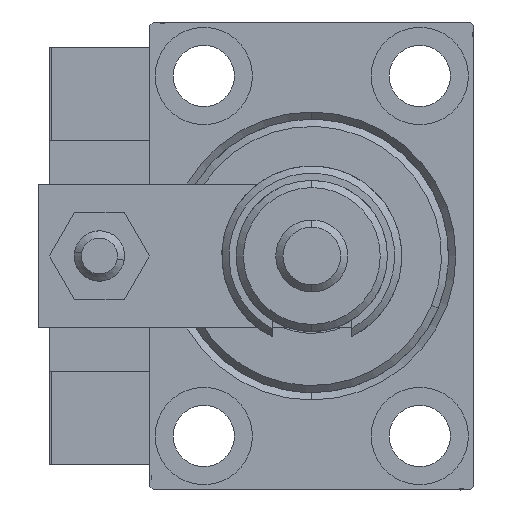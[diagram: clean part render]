
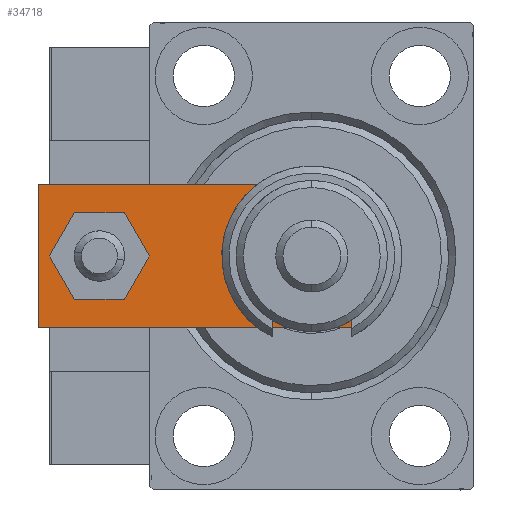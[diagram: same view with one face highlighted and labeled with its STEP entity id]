
A CAD part, left-side view. The second image highlights one B-rep face of the part: STEP entity #34718.
In plain terms, the highlighted face is planar.
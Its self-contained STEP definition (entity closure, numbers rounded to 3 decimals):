
#16 = DIRECTION ( 'NONE',  ( 0., 0., 1. ) ) ;
#487 = VERTEX_POINT ( 'NONE', #43250 ) ;
#657 = DIRECTION ( 'NONE',  ( 1., 0., 0. ) ) ;
#1672 = VERTEX_POINT ( 'NONE', #15430 ) ;
#2627 = CARTESIAN_POINT ( 'NONE',  ( 0., 39.5, 6. ) ) ;
#3425 = DIRECTION ( 'NONE',  ( -1., 0., 0. ) ) ;
#4091 = VECTOR ( 'NONE', #3425, 1000. ) ;
#4255 = FACE_BOUND ( 'NONE', #37818, .T. ) ;
#4338 = EDGE_LOOP ( 'NONE', ( #47292, #53500, #10845, #42036, #24496, #16399 ) ) ;
#5420 = CARTESIAN_POINT ( 'NONE',  ( 0., 39.5, 6. ) ) ;
#6294 = VECTOR ( 'NONE', #48333, 1000. ) ;
#6990 = CARTESIAN_POINT ( 'NONE',  ( 4., 39.5, 6. ) ) ;
#7011 = AXIS2_PLACEMENT_3D ( 'NONE', #30303, #26763, #35417 ) ;
#7080 = CARTESIAN_POINT ( 'NONE',  ( -7.25, 10., 6. ) ) ;
#7476 = ORIENTED_EDGE ( 'NONE', *, *, #50060, .F. ) ;
#8411 = CIRCLE ( 'NONE', #34363, 4. ) ;
#9143 = ORIENTED_EDGE ( 'NONE', *, *, #22859, .F. ) ;
#10472 = VECTOR ( 'NONE', #17736, 1000. ) ;
#10845 = ORIENTED_EDGE ( 'NONE', *, *, #28624, .T. ) ;
#13037 = AXIS2_PLACEMENT_3D ( 'NONE', #51655, #47592, #52443 ) ;
#13507 = VECTOR ( 'NONE', #48143, 1000. ) ;
#13670 = CARTESIAN_POINT ( 'NONE',  ( -10., 0., 6. ) ) ;
#14861 = CARTESIAN_POINT ( 'NONE',  ( -10., 48., 6. ) ) ;
#15096 = DIRECTION ( 'NONE',  ( 0., 0., 1. ) ) ;
#15430 = CARTESIAN_POINT ( 'NONE',  ( -10., 48., 6. ) ) ;
#15927 = VERTEX_POINT ( 'NONE', #7080 ) ;
#16399 = ORIENTED_EDGE ( 'NONE', *, *, #37363, .T. ) ;
#16534 = DIRECTION ( 'NONE',  ( 1., 0., 0. ) ) ;
#17489 = ORIENTED_EDGE ( 'NONE', *, *, #19505, .F. ) ;
#17736 = DIRECTION ( 'NONE',  ( 0., 1., 0. ) ) ;
#17925 = CARTESIAN_POINT ( 'NONE',  ( -5.76, 0., 6. ) ) ;
#19505 = EDGE_CURVE ( 'NONE', #34422, #48653, #31919, .T. ) ;
#21431 = CARTESIAN_POINT ( 'NONE',  ( 10., 48., 6. ) ) ;
#21863 = DIRECTION ( 'NONE',  ( 0., 0., 1. ) ) ;
#22029 = CARTESIAN_POINT ( 'NONE',  ( 5.76, 0., 6. ) ) ;
#22859 = EDGE_CURVE ( 'NONE', #43563, #15927, #43278, .T. ) ;
#23055 = EDGE_LOOP ( 'NONE', ( #7476, #9143 ) ) ;
#23722 = DIRECTION ( 'NONE',  ( 0.707, -0.707, 0. ) ) ;
#23902 = EDGE_CURVE ( 'NONE', #487, #39374, #38571, .T. ) ;
#24496 = ORIENTED_EDGE ( 'NONE', *, *, #23902, .T. ) ;
#25366 = CARTESIAN_POINT ( 'NONE',  ( 0., 0., 6. ) ) ;
#25571 = AXIS2_PLACEMENT_3D ( 'NONE', #25366, #21863, #30520 ) ;
#26109 = ORIENTED_EDGE ( 'NONE', *, *, #37306, .F. ) ;
#26372 = VERTEX_POINT ( 'NONE', #22029 ) ;
#26763 = DIRECTION ( 'NONE',  ( 0., 0., 1. ) ) ;
#26960 = CARTESIAN_POINT ( 'NONE',  ( 2.88, -2.88, 6. ) ) ;
#27524 = EDGE_CURVE ( 'NONE', #26372, #487, #31286, .T. ) ;
#28624 = EDGE_CURVE ( 'NONE', #40869, #26372, #42879, .T. ) ;
#29537 = CARTESIAN_POINT ( 'NONE',  ( 7.25, 10., 6. ) ) ;
#30303 = CARTESIAN_POINT ( 'NONE',  ( 0., 10., 6. ) ) ;
#30520 = DIRECTION ( 'NONE',  ( 1., 0., 0. ) ) ;
#31286 = LINE ( 'NONE', #26960, #6294 ) ;
#31627 = LINE ( 'NONE', #14861, #13507 ) ;
#31868 = DIRECTION ( 'NONE',  ( 1., 0., 0. ) ) ;
#31919 = CIRCLE ( 'NONE', #45750, 4. ) ;
#32950 = CIRCLE ( 'NONE', #7011, 7.25 ) ;
#34363 = AXIS2_PLACEMENT_3D ( 'NONE', #2627, #15096, #31868 ) ;
#34412 = EDGE_CURVE ( 'NONE', #1672, #48495, #31627, .T. ) ;
#34422 = VERTEX_POINT ( 'NONE', #6990 ) ;
#34718 = ADVANCED_FACE ( 'NONE', ( #4255, #49208, #45150 ), #46769, .T. ) ;
#35417 = DIRECTION ( 'NONE',  ( 1., 0., 0. ) ) ;
#37257 = LINE ( 'NONE', #48655, #4091 ) ;
#37306 = EDGE_CURVE ( 'NONE', #48653, #34422, #8411, .T. ) ;
#37363 = EDGE_CURVE ( 'NONE', #39374, #1672, #37257, .T. ) ;
#37818 = EDGE_LOOP ( 'NONE', ( #26109, #17489 ) ) ;
#38571 = LINE ( 'NONE', #42642, #10472 ) ;
#39374 = VERTEX_POINT ( 'NONE', #21431 ) ;
#39708 = VECTOR ( 'NONE', #23722, 1000. ) ;
#40869 = VERTEX_POINT ( 'NONE', #17925 ) ;
#41539 = CARTESIAN_POINT ( 'NONE',  ( -10., 4.24, 6. ) ) ;
#42036 = ORIENTED_EDGE ( 'NONE', *, *, #27524, .T. ) ;
#42642 = CARTESIAN_POINT ( 'NONE',  ( 10., 0., 6. ) ) ;
#42864 = EDGE_CURVE ( 'NONE', #48495, #40869, #44831, .T. ) ;
#42879 = LINE ( 'NONE', #13670, #46107 ) ;
#43250 = CARTESIAN_POINT ( 'NONE',  ( 10., 4.24, 6. ) ) ;
#43278 = CIRCLE ( 'NONE', #13037, 7.25 ) ;
#43563 = VERTEX_POINT ( 'NONE', #29537 ) ;
#44831 = LINE ( 'NONE', #48901, #39708 ) ;
#45150 = FACE_BOUND ( 'NONE', #23055, .T. ) ;
#45750 = AXIS2_PLACEMENT_3D ( 'NONE', #5420, #16, #16534 ) ;
#46107 = VECTOR ( 'NONE', #657, 1000. ) ;
#46769 = PLANE ( 'NONE',  #25571 ) ;
#47292 = ORIENTED_EDGE ( 'NONE', *, *, #34412, .T. ) ;
#47592 = DIRECTION ( 'NONE',  ( 0., 0., 1. ) ) ;
#48143 = DIRECTION ( 'NONE',  ( 0., -1., 0. ) ) ;
#48333 = DIRECTION ( 'NONE',  ( 0.707, 0.707, 0. ) ) ;
#48495 = VERTEX_POINT ( 'NONE', #41539 ) ;
#48653 = VERTEX_POINT ( 'NONE', #52593 ) ;
#48655 = CARTESIAN_POINT ( 'NONE',  ( 10., 48., 6. ) ) ;
#48901 = CARTESIAN_POINT ( 'NONE',  ( -2.88, -2.88, 6. ) ) ;
#49208 = FACE_OUTER_BOUND ( 'NONE', #4338, .T. ) ;
#50060 = EDGE_CURVE ( 'NONE', #15927, #43563, #32950, .T. ) ;
#51655 = CARTESIAN_POINT ( 'NONE',  ( 0., 10., 6. ) ) ;
#52443 = DIRECTION ( 'NONE',  ( 1., 0., 0. ) ) ;
#52593 = CARTESIAN_POINT ( 'NONE',  ( -4., 39.5, 6. ) ) ;
#53500 = ORIENTED_EDGE ( 'NONE', *, *, #42864, .T. ) ;
